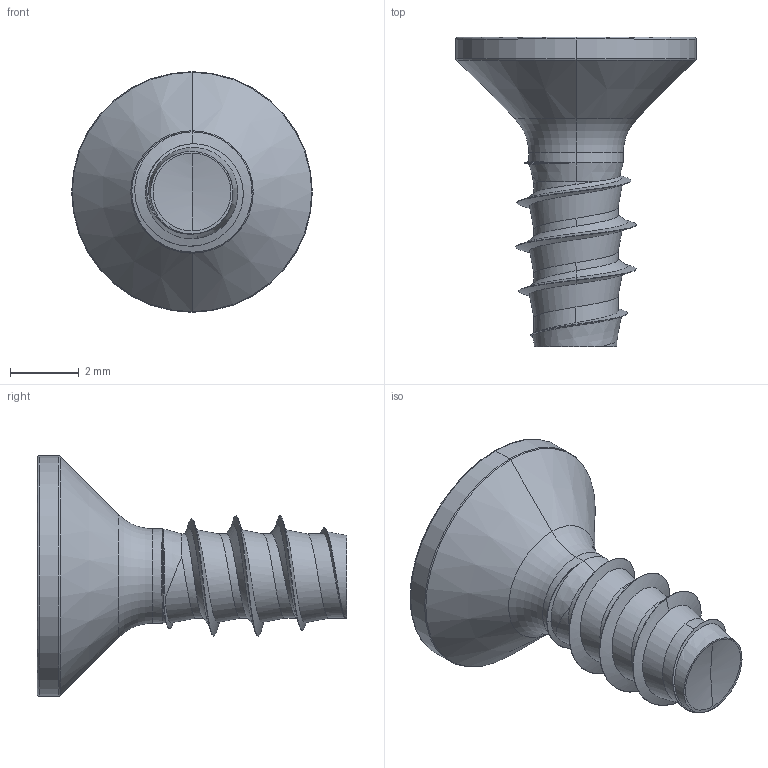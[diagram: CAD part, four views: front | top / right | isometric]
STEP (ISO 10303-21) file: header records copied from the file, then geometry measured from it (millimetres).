
FILE_DESCRIPTION (( 'STEP AP203' ), '1' );
FILE_NAME ('STP410350090.STEP', '2017-08-16T13:46:44', ( '' ), ( '' ), 'SwSTEP 2.0', 'SolidWorks 2015', '' );
FILE_SCHEMA (( 'CONFIG_CONTROL_DESIGN' ));
Length unit declared in the file: millimetre
Products named in the file (1): STP410350090
Bounding box: 7 x 9 x 7 mm (x, y, z)
Volume: 91.2 mm3; surface area: 188.5 mm2
Topology: 1 solids, 1 shells, 90 faces, 216 edges, 128 vertices
Faces by surface type: bspline 35, cylinder 33, cone 12, torus 6, sphere 2, plane 2
Entity records: 10541 total; most frequent: CARTESIAN_POINT 8699, ORIENTED_EDGE 428, DIRECTION 281, EDGE_CURVE 214, VERTEX_POINT 128, AXIS2_PLACEMENT_3D 116, B_SPLINE_CURVE_WITH_KNOTS 97, EDGE_LOOP 92
